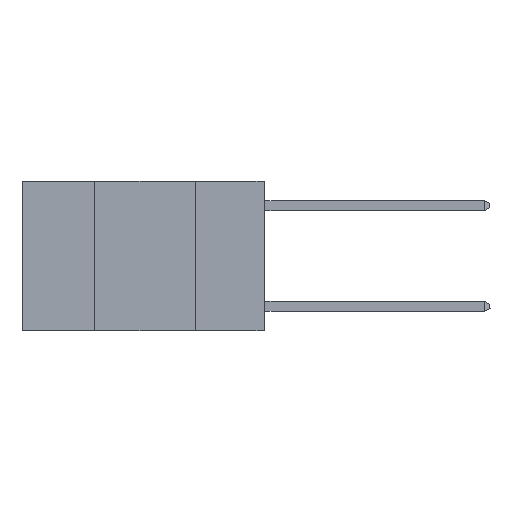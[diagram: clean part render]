
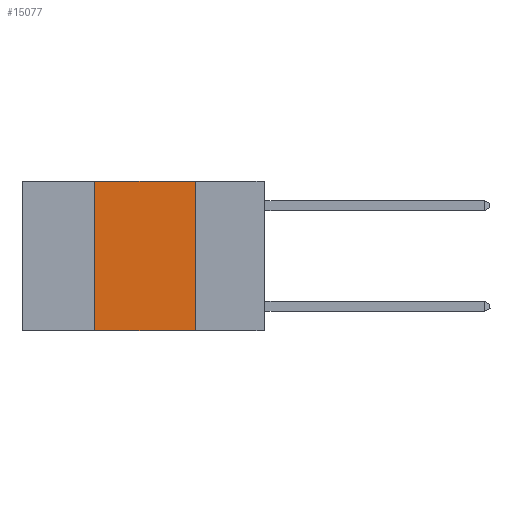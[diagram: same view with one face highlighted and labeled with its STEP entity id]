
A CAD part, left-side view. The second image highlights one B-rep face of the part: STEP entity #15077.
In plain terms, the highlighted planar face has unit normal (-1, 0, 0).
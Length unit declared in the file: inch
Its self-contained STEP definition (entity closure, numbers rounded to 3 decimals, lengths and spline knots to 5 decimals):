
#677 = CARTESIAN_POINT ( 'NONE',  ( 0., 0.17, -0.37 ) ) ;
#713 = PLANE ( 'NONE',  #17406 ) ;
#846 = LINE ( 'NONE', #6269, #17459 ) ;
#1178 = ORIENTED_EDGE ( 'NONE', *, *, #17348, .F. ) ;
#1859 = CARTESIAN_POINT ( 'NONE',  ( 0., 0.42, -0.37 ) ) ;
#1963 = LINE ( 'NONE', #4715, #10946 ) ;
#2250 = EDGE_LOOP ( 'NONE', ( #1178, #9546, #6446, #13432 ) ) ;
#4715 = CARTESIAN_POINT ( 'NONE',  ( 0., 0.17, 0. ) ) ;
#4836 = CARTESIAN_POINT ( 'NONE',  ( 0., 0.6, 0. ) ) ;
#4958 = LINE ( 'NONE', #13425, #5422 ) ;
#5157 = EDGE_CURVE ( 'NONE', #11483, #10353, #846, .T. ) ;
#5159 = EDGE_CURVE ( 'NONE', #9398, #17283, #10494, .T. ) ;
#5422 = VECTOR ( 'NONE', #17646, 39.37008 ) ;
#6178 = CARTESIAN_POINT ( 'NONE',  ( 0., 0.6, -0.37 ) ) ;
#6269 = CARTESIAN_POINT ( 'NONE',  ( 0., 0.6, 0. ) ) ;
#6446 = ORIENTED_EDGE ( 'NONE', *, *, #7026, .F. ) ;
#6686 = CARTESIAN_POINT ( 'NONE',  ( 0., 0.42, 0. ) ) ;
#6910 = VECTOR ( 'NONE', #17660, 39.37008 ) ;
#7026 = EDGE_CURVE ( 'NONE', #9398, #11483, #4958, .T. ) ;
#9398 = VERTEX_POINT ( 'NONE', #1859 ) ;
#9546 = ORIENTED_EDGE ( 'NONE', *, *, #5157, .F. ) ;
#10353 = VERTEX_POINT ( 'NONE', #10537 ) ;
#10494 = LINE ( 'NONE', #6178, #6910 ) ;
#10537 = CARTESIAN_POINT ( 'NONE',  ( 0., 0.17, 0. ) ) ;
#10587 = DIRECTION ( 'NONE',  ( 0., -1., 0. ) ) ;
#10946 = VECTOR ( 'NONE', #17404, 39.37008 ) ;
#11483 = VERTEX_POINT ( 'NONE', #6686 ) ;
#13425 = CARTESIAN_POINT ( 'NONE',  ( 0., 0.42, 0. ) ) ;
#13432 = ORIENTED_EDGE ( 'NONE', *, *, #5159, .T. ) ;
#14707 = DIRECTION ( 'NONE',  ( 0., 0., -1. ) ) ;
#15077 = ADVANCED_FACE ( 'NONE', ( #17186 ), #713, .F. ) ;
#16067 = DIRECTION ( 'NONE',  ( 1., 0., 0. ) ) ;
#17186 = FACE_OUTER_BOUND ( 'NONE', #2250, .T. ) ;
#17283 = VERTEX_POINT ( 'NONE', #677 ) ;
#17348 = EDGE_CURVE ( 'NONE', #10353, #17283, #1963, .T. ) ;
#17404 = DIRECTION ( 'NONE',  ( 0., 0., -1. ) ) ;
#17406 = AXIS2_PLACEMENT_3D ( 'NONE', #4836, #16067, #14707 ) ;
#17459 = VECTOR ( 'NONE', #10587, 39.37008 ) ;
#17646 = DIRECTION ( 'NONE',  ( 0., 0., 1. ) ) ;
#17660 = DIRECTION ( 'NONE',  ( 0., -1., 0. ) ) ;
